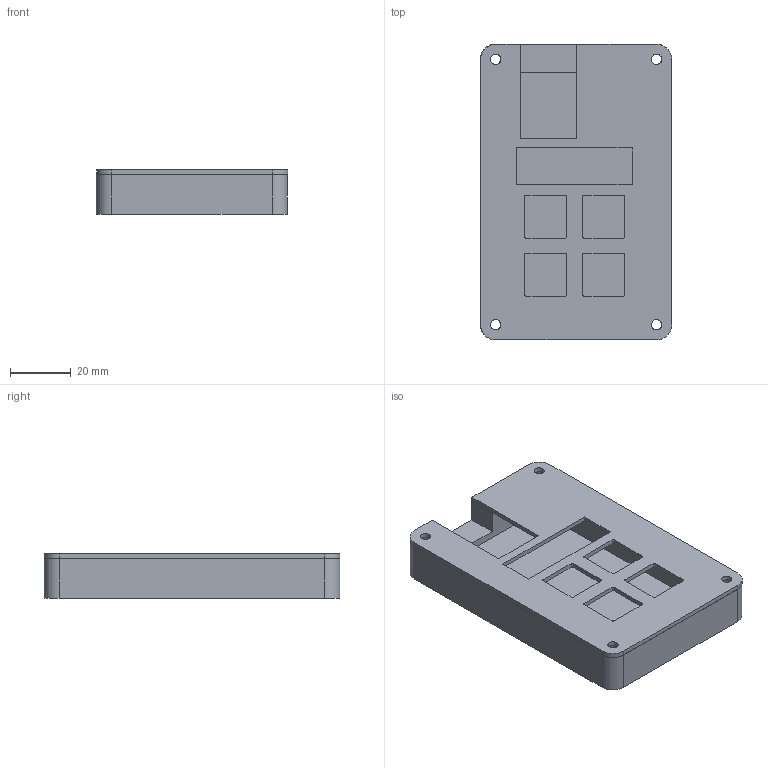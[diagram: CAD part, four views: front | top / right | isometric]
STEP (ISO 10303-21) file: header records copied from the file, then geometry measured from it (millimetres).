
FILE_DESCRIPTION(/* description */ (''),/* implementation_level */ '2;1');
FILE_NAME(/* name */ 'updated macropad v3.step',/* time_stamp */ '2025-11-23T22:32:59-06:00',/* author */ (''),/* organization */ (''),/* preprocessor_version */ 'ST-DEVELOPER v20.1',/* originating_system */ 'Autodesk Translation Framework v14.17.0.0',/* authorisation */ '');
FILE_SCHEMA (('AUTOMOTIVE_DESIGN { 1 0 10303 214 3 1 1 }'));
Length unit declared in the file: millimetre
Products named in the file (2): updated macropad; topplate
Assembly tree (1 placements, depth 2):
  updated macropad
    topplate
Bounding box: 62.96 x 97.3 x 14.63 mm (x, y, z)
Volume: 49196.7 mm3; surface area: 28736.4 mm2
Topology: 2 solids, 2 shells, 394 faces, 1104 edges, 736 vertices
Faces by surface type: bspline 208, plane 150, cylinder 36
Full cylindrical faces by diameter (mm): 3.4 x8, 6 x4
Entity records: 14666 total; most frequent: CARTESIAN_POINT 5773, ORIENTED_EDGE 2208, DIRECTION 1138, EDGE_CURVE 1104, VERTEX_POINT 736, LINE 616, VECTOR 616, EDGE_LOOP 442
